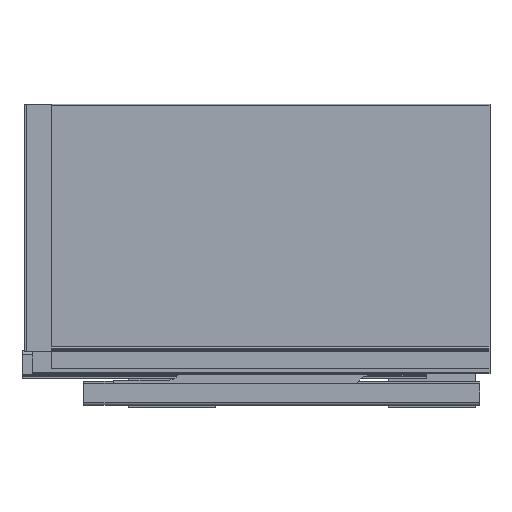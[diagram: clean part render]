
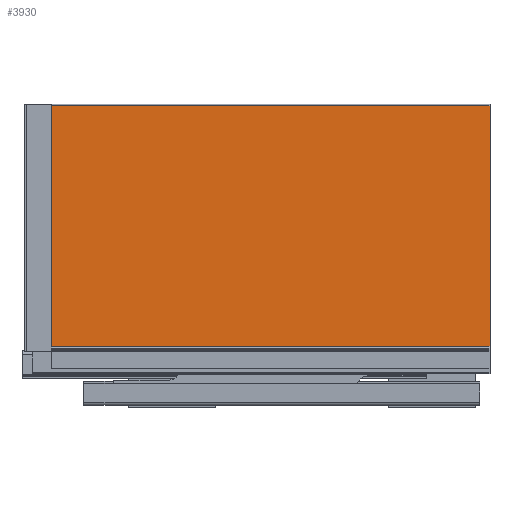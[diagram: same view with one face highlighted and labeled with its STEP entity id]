
A CAD part, top view. The second image highlights one B-rep face of the part: STEP entity #3930.
In plain terms, the highlighted planar face has unit normal (0, 0, 1).
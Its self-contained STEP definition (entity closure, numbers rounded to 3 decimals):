
#508 = VERTEX_POINT ( 'NONE', #5330 ) ;
#1000 = VECTOR ( 'NONE', #5855, 1000. ) ;
#1276 = LINE ( 'NONE', #2903, #1367 ) ;
#1288 = CARTESIAN_POINT ( 'NONE',  ( -342., 199., 14. ) ) ;
#1367 = VECTOR ( 'NONE', #6539, 1000. ) ;
#1468 = VECTOR ( 'NONE', #5755, 1000. ) ;
#1652 = ORIENTED_EDGE ( 'NONE', *, *, #9282, .F. ) ;
#2824 = ORIENTED_EDGE ( 'NONE', *, *, #3813, .F. ) ;
#2903 = CARTESIAN_POINT ( 'NONE',  ( 0., 199., 14. ) ) ;
#3344 = CARTESIAN_POINT ( 'NONE',  ( 0., 199., 14. ) ) ;
#3377 = DIRECTION ( 'NONE',  ( 0., -1., 0. ) ) ;
#3739 = EDGE_CURVE ( 'NONE', #4374, #508, #9423, .T. ) ;
#3813 = EDGE_CURVE ( 'NONE', #5255, #9183, #8233, .T. ) ;
#3930 = ADVANCED_FACE ( 'NONE', ( #9648 ), #9797, .T. ) ;
#4257 = CARTESIAN_POINT ( 'NONE',  ( 0., 20.5, 14. ) ) ;
#4374 = VERTEX_POINT ( 'NONE', #8067 ) ;
#5157 = EDGE_LOOP ( 'NONE', ( #2824, #7123, #6201, #1652 ) ) ;
#5255 = VERTEX_POINT ( 'NONE', #8706 ) ;
#5278 = DIRECTION ( 'NONE',  ( 0., 0., 1. ) ) ;
#5330 = CARTESIAN_POINT ( 'NONE',  ( 0., 20.5, 14. ) ) ;
#5755 = DIRECTION ( 'NONE',  ( 1., 0., 0. ) ) ;
#5800 = VECTOR ( 'NONE', #3377, 1000. ) ;
#5855 = DIRECTION ( 'NONE',  ( 1., 0., 0. ) ) ;
#6075 = CARTESIAN_POINT ( 'NONE',  ( -342., 199., 14. ) ) ;
#6188 = EDGE_CURVE ( 'NONE', #5255, #4374, #9309, .T. ) ;
#6201 = ORIENTED_EDGE ( 'NONE', *, *, #3739, .T. ) ;
#6539 = DIRECTION ( 'NONE',  ( 0., -1., 0. ) ) ;
#7123 = ORIENTED_EDGE ( 'NONE', *, *, #6188, .T. ) ;
#7129 = CARTESIAN_POINT ( 'NONE',  ( -325.5, 199., 14. ) ) ;
#8067 = CARTESIAN_POINT ( 'NONE',  ( -325.5, 20.5, 14. ) ) ;
#8233 = LINE ( 'NONE', #1288, #1000 ) ;
#8706 = CARTESIAN_POINT ( 'NONE',  ( -325.5, 199., 14. ) ) ;
#9078 = AXIS2_PLACEMENT_3D ( 'NONE', #6075, #5278, #9098 ) ;
#9098 = DIRECTION ( 'NONE',  ( 0., -1., 0. ) ) ;
#9183 = VERTEX_POINT ( 'NONE', #3344 ) ;
#9282 = EDGE_CURVE ( 'NONE', #9183, #508, #1276, .T. ) ;
#9309 = LINE ( 'NONE', #7129, #5800 ) ;
#9423 = LINE ( 'NONE', #4257, #1468 ) ;
#9648 = FACE_OUTER_BOUND ( 'NONE', #5157, .T. ) ;
#9797 = PLANE ( 'NONE',  #9078 ) ;
